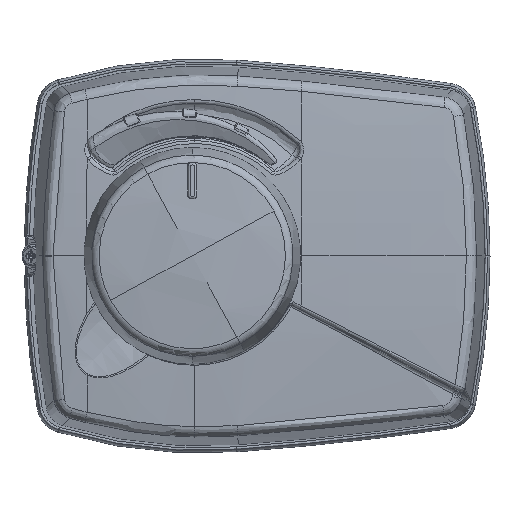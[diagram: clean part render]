
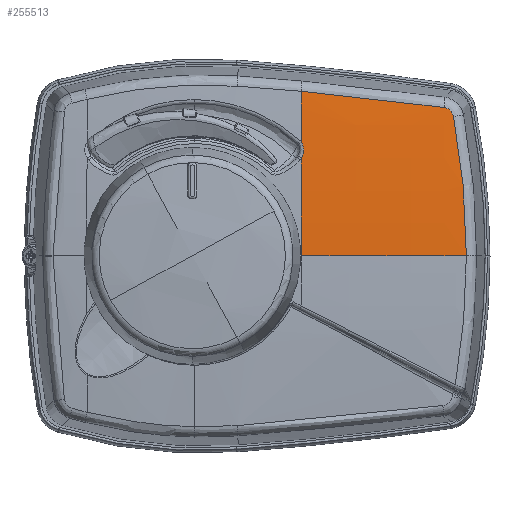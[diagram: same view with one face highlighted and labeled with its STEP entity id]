
A CAD part, top view. The second image highlights one B-rep face of the part: STEP entity #255513.
In plain terms, the highlighted toroidal (fillet/blend) face has major radius 566.266 mm and minor radius 500 mm.
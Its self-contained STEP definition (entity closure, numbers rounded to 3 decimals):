
#254695=AXIS2_PLACEMENT_3D('Circle Axis2P3D',#254693,#254694,$) ;
#255028=AXIS2_PLACEMENT_3D('Circle Axis2P3D',#255026,#255027,$) ;
#255471=AXIS2_PLACEMENT_3D('Torus Axis2P3D',#255468,#255469,#255470) ;
#255475=AXIS2_PLACEMENT_3D('Circle Axis2P3D',#255473,#255474,$) ;
#254690=CARTESIAN_POINT('Vertex',(23.969,25.386,65.28)) ;
#254693=CARTESIAN_POINT('Axis2P3D Location',(0.,0.,-433.5)) ;
#254697=CARTESIAN_POINT('Vertex',(23.935,36.799,64.569)) ;
#255023=CARTESIAN_POINT('Vertex',(24.,0.,65.924)) ;
#255026=CARTESIAN_POINT('Axis2P3D Location',(0.,0.,-433.5)) ;
#255030=CARTESIAN_POINT('Vertex',(23.977,21.894,65.445)) ;
#255312=CARTESIAN_POINT('Control Point',(23.977,21.894,65.445)) ;
#255313=CARTESIAN_POINT('Control Point',(24.153,22.202,65.423)) ;
#255314=CARTESIAN_POINT('Control Point',(24.3,22.537,65.401)) ;
#255315=CARTESIAN_POINT('Control Point',(24.416,22.901,65.378)) ;
#255316=CARTESIAN_POINT('Control Point',(24.54,23.593,65.34)) ;
#255317=CARTESIAN_POINT('Control Point',(24.456,24.361,65.307)) ;
#255318=CARTESIAN_POINT('Control Point',(24.369,24.702,65.295)) ;
#255319=CARTESIAN_POINT('Control Point',(24.222,25.052,65.284)) ;
#255320=CARTESIAN_POINT('Control Point',(23.969,25.386,65.28)) ;
#255468=CARTESIAN_POINT('Axis2P3D Location',(-27.181,0.,-999.113)) ;
#255473=CARTESIAN_POINT('Axis2P3D Location',(-27.181,0.,-999.113)) ;
#255477=CARTESIAN_POINT('Vertex',(60.883,0.,63.51)) ;
#255481=CARTESIAN_POINT('Control Point',(58.005,31.184,62.768)) ;
#255482=CARTESIAN_POINT('Control Point',(59.929,20.855,63.261)) ;
#255483=CARTESIAN_POINT('Control Point',(60.883,10.427,63.51)) ;
#255484=CARTESIAN_POINT('Control Point',(60.883,0.,63.51)) ;
#255485=CARTESIAN_POINT('Vertex',(58.005,31.184,62.768)) ;
#255489=CARTESIAN_POINT('Control Point',(58.005,31.184,62.768)) ;
#255490=CARTESIAN_POINT('Control Point',(57.905,31.721,62.742)) ;
#255491=CARTESIAN_POINT('Control Point',(57.651,32.239,62.729)) ;
#255492=CARTESIAN_POINT('Control Point',(57.265,32.728,62.728)) ;
#255493=CARTESIAN_POINT('Control Point',(56.62,33.083,62.756)) ;
#255494=CARTESIAN_POINT('Control Point',(55.913,33.18,62.805)) ;
#255495=CARTESIAN_POINT('Vertex',(55.913,33.18,62.805)) ;
#255499=CARTESIAN_POINT('Control Point',(55.913,33.18,62.805)) ;
#255500=CARTESIAN_POINT('Control Point',(45.321,34.632,63.537)) ;
#255501=CARTESIAN_POINT('Control Point',(34.651,35.84,64.125)) ;
#255502=CARTESIAN_POINT('Control Point',(23.935,36.799,64.569)) ;
#254694=DIRECTION('Axis2P3D Direction',(-0.999,0.,0.048)) ;
#255027=DIRECTION('Axis2P3D Direction',(-0.999,0.,0.048)) ;
#255469=DIRECTION('Axis2P3D Direction',(0.,1.,0.)) ;
#255470=DIRECTION('Axis2P3D XDirection',(0.048,0.,0.999)) ;
#255474=DIRECTION('Axis2P3D Direction',(-0.,1.,0.)) ;
#255505=ORIENTED_EDGE('',*,*,#255479,.T.) ;
#255506=ORIENTED_EDGE('',*,*,#255487,.T.) ;
#255507=ORIENTED_EDGE('',*,*,#255497,.T.) ;
#255508=ORIENTED_EDGE('',*,*,#255503,.T.) ;
#255509=ORIENTED_EDGE('',*,*,#254699,.F.) ;
#255510=ORIENTED_EDGE('',*,*,#255321,.T.) ;
#255511=ORIENTED_EDGE('',*,*,#255032,.F.) ;
#255513=ADVANCED_FACE('Utsida K\X2\00E5\X0\pa',(#255512),#255472,.T.) ;
#255311=B_SPLINE_CURVE_WITH_KNOTS('',5,(#255312,#255313,#255314,#255315,#255316,#255317,#255318,#255319,#255320),.UNSPECIFIED.,.F.,.U.,(6,3,6),(27.194,28.991,30.347),.UNSPECIFIED.) ;
#255480=B_SPLINE_CURVE_WITH_KNOTS('',3,(#255481,#255482,#255483,#255484),.UNSPECIFIED.,.F.,.U.,(4,4),(0.,44.316),.UNSPECIFIED.) ;
#255488=B_SPLINE_CURVE_WITH_KNOTS('',5,(#255489,#255490,#255491,#255492,#255493,#255494),.UNSPECIFIED.,.F.,.U.,(6,6),(0.,4.011),.UNSPECIFIED.) ;
#255498=B_SPLINE_CURVE_WITH_KNOTS('',3,(#255499,#255500,#255501,#255502),.UNSPECIFIED.,.F.,.U.,(4,4),(0.,36.639),.UNSPECIFIED.) ;
#254696=CIRCLE('generated circle',#254695,500.) ;
#255029=CIRCLE('generated circle',#255028,500.) ;
#255476=CIRCLE('generated circle',#255475,1066.266) ;
#255472=TOROIDAL_SURFACE('homeo Torus',#255471,566.266,500.) ;
#254699=EDGE_CURVE('',#254691,#254698,#254696,.T.) ;
#255032=EDGE_CURVE('',#255024,#255031,#255029,.T.) ;
#255321=EDGE_CURVE('',#254691,#255031,#255311,.F.) ;
#255479=EDGE_CURVE('',#255024,#255478,#255476,.T.) ;
#255487=EDGE_CURVE('',#255478,#255486,#255480,.F.) ;
#255497=EDGE_CURVE('',#255486,#255496,#255488,.T.) ;
#255503=EDGE_CURVE('',#255496,#254698,#255498,.T.) ;
#255504=EDGE_LOOP('',(#255505,#255506,#255507,#255508,#255509,#255510,#255511)) ;
#255512=FACE_OUTER_BOUND('',#255504,.T.) ;
#254691=VERTEX_POINT('',#254690) ;
#254698=VERTEX_POINT('',#254697) ;
#255024=VERTEX_POINT('',#255023) ;
#255031=VERTEX_POINT('',#255030) ;
#255478=VERTEX_POINT('',#255477) ;
#255486=VERTEX_POINT('',#255485) ;
#255496=VERTEX_POINT('',#255495) ;
